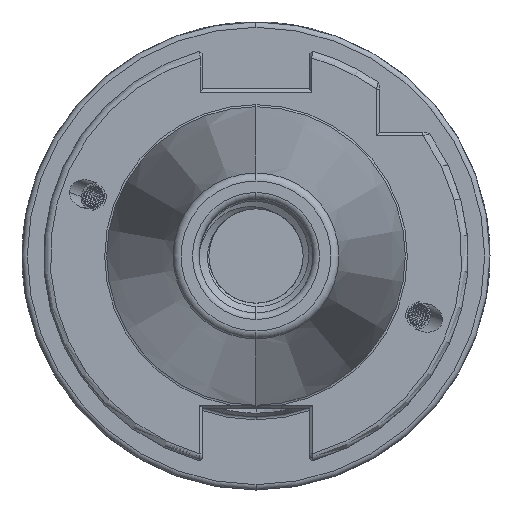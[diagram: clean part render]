
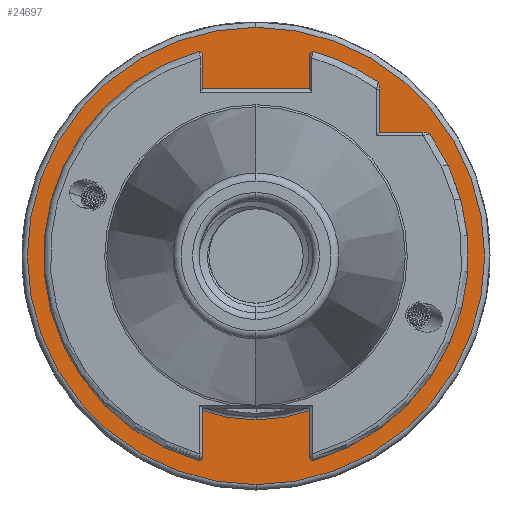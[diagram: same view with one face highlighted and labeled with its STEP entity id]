
A CAD part, left-side view. The second image highlights one B-rep face of the part: STEP entity #24697.
In plain terms, the highlighted planar face has unit normal (-1, 0, 0).
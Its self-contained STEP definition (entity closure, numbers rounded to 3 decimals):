
#1822 = EDGE_CURVE ( 'NONE', #2036, #2021, #25301, .T. ) ;
#1841 = EDGE_CURVE ( 'NONE', #2000, #2070, #25341, .T. ) ;
#2000 = VERTEX_POINT ( 'NONE', #5871 ) ;
#2021 = VERTEX_POINT ( 'NONE', #5874 ) ;
#2036 = VERTEX_POINT ( 'NONE', #5890 ) ;
#2070 = VERTEX_POINT ( 'NONE', #5913 ) ;
#3818 = CARTESIAN_POINT ( 'NONE',  ( 31.8, 0., 0. ) ) ;
#3832 = DIRECTION ( 'NONE',  ( 1., 0., 0. ) ) ;
#3836 = DIRECTION ( 'NONE',  ( 0., 0., -1. ) ) ;
#3957 = CARTESIAN_POINT ( 'NONE',  ( 31.8, 0., 0. ) ) ;
#3973 = DIRECTION ( 'NONE',  ( -1., 0., 0. ) ) ;
#3974 = DIRECTION ( 'NONE',  ( 0., 0., -1. ) ) ;
#5871 = CARTESIAN_POINT ( 'NONE',  ( 31.8, 0., -34.2 ) ) ;
#5874 = CARTESIAN_POINT ( 'NONE',  ( 31.8, 0., 24.5 ) ) ;
#5890 = CARTESIAN_POINT ( 'NONE',  ( 31.8, 0., -24.5 ) ) ;
#5913 = CARTESIAN_POINT ( 'NONE',  ( 31.8, 0., 34.2 ) ) ;
#6156 = DIRECTION ( 'NONE',  ( -1., 0., 0. ) ) ;
#6192 = DIRECTION ( 'NONE',  ( 0., 0., -1. ) ) ;
#6195 = CARTESIAN_POINT ( 'NONE',  ( 31.8, 0., 0. ) ) ;
#6888 = EDGE_CURVE ( 'NONE', #2021, #2036, #25635, .T. ) ;
#6918 = EDGE_CURVE ( 'NONE', #2070, #2000, #25679, .T. ) ;
#7323 = AXIS2_PLACEMENT_3D ( 'NONE', #10141, #10133, #10165 ) ;
#7325 = AXIS2_PLACEMENT_3D ( 'NONE', #6195, #6156, #6192 ) ;
#7357 = AXIS2_PLACEMENT_3D ( 'NONE', #3818, #3832, #3836 ) ;
#7413 = AXIS2_PLACEMENT_3D ( 'NONE', #3957, #3973, #3974 ) ;
#7822 = AXIS2_PLACEMENT_3D ( 'NONE', #21000, #21004, #20943 ) ;
#8134 = EDGE_LOOP ( 'NONE', ( #8962, #8918 ) ) ;
#8198 = EDGE_LOOP ( 'NONE', ( #8919, #8967 ) ) ;
#8918 = ORIENTED_EDGE ( 'NONE', *, *, #6888, .T. ) ;
#8919 = ORIENTED_EDGE ( 'NONE', *, *, #1841, .T. ) ;
#8962 = ORIENTED_EDGE ( 'NONE', *, *, #1822, .T. ) ;
#8967 = ORIENTED_EDGE ( 'NONE', *, *, #6918, .T. ) ;
#10133 = DIRECTION ( 'NONE',  ( 1., 0., 0. ) ) ;
#10141 = CARTESIAN_POINT ( 'NONE',  ( 31.8, 0., 0. ) ) ;
#10165 = DIRECTION ( 'NONE',  ( 0., 0., -1. ) ) ;
#18568 = FACE_OUTER_BOUND ( 'NONE', #8198, .T. ) ;
#18687 = FACE_BOUND ( 'NONE', #8134, .T. ) ;
#20943 = DIRECTION ( 'NONE',  ( 0., 0., -1. ) ) ;
#20973 = PLANE ( 'NONE',  #7822 ) ;
#21000 = CARTESIAN_POINT ( 'NONE',  ( 31.8, 24., 0. ) ) ;
#21004 = DIRECTION ( 'NONE',  ( 1., 0., 0. ) ) ;
#24697 = ADVANCED_FACE ( 'NONE', ( #18568, #18687 ), #20973, .F. ) ;
#25301 = CIRCLE ( 'NONE', #7323, 24.5 ) ;
#25341 = CIRCLE ( 'NONE', #7325, 34.2 ) ;
#25635 = CIRCLE ( 'NONE', #7357, 24.5 ) ;
#25679 = CIRCLE ( 'NONE', #7413, 34.2 ) ;
